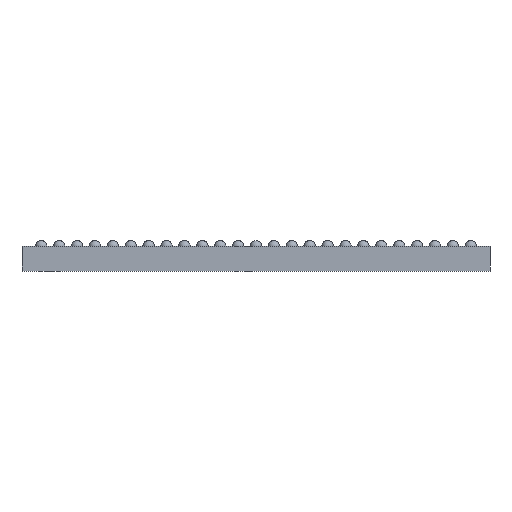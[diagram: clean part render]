
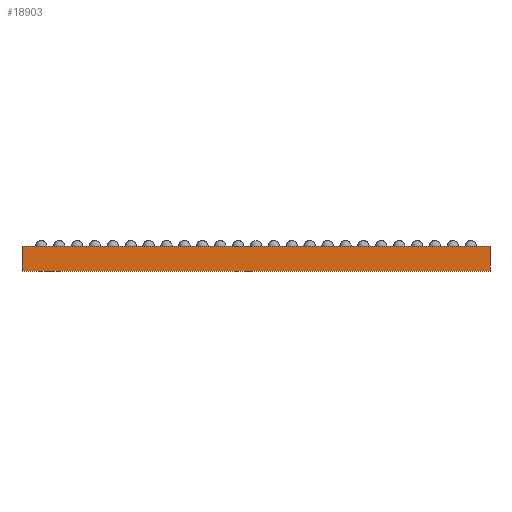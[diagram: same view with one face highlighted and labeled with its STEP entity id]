
A CAD part, front view. The second image highlights one B-rep face of the part: STEP entity #18903.
In plain terms, the highlighted planar face has unit normal (0, -1, 0).
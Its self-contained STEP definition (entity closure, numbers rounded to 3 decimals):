
#42=DIRECTION('',(1.,0.,0.));
#43=VECTOR('',#42,17.);
#44=CARTESIAN_POINT('',(0.,0.,0.));
#45=LINE('',#44,#43);
#87=DIRECTION('',(0.,0.,1.));
#88=VECTOR('',#87,0.9);
#89=CARTESIAN_POINT('',(0.,0.,0.));
#90=LINE('',#89,#88);
#108=DIRECTION('',(0.,0.,1.));
#109=VECTOR('',#108,0.9);
#110=CARTESIAN_POINT('',(17.,0.,0.));
#111=LINE('',#110,#109);
#115=DIRECTION('',(1.,0.,0.));
#116=VECTOR('',#115,17.);
#117=CARTESIAN_POINT('',(0.,0.,0.9));
#118=LINE('',#117,#116);
#15885=CARTESIAN_POINT('',(0.,0.,0.));
#15886=CARTESIAN_POINT('',(17.,0.,0.));
#15887=VERTEX_POINT('',#15885);
#15888=VERTEX_POINT('',#15886);
#15893=CARTESIAN_POINT('',(0.,0.,0.9));
#15894=CARTESIAN_POINT('',(17.,0.,0.9));
#15895=VERTEX_POINT('',#15893);
#15896=VERTEX_POINT('',#15894);
#18889=CARTESIAN_POINT('',(0.,0.,0.));
#18890=DIRECTION('',(0.,-1.,0.));
#18891=DIRECTION('',(1.,0.,0.));
#18892=AXIS2_PLACEMENT_3D('',#18889,#18890,#18891);
#18893=PLANE('',#18892);
#18894=ORIENTED_EDGE('',*,*,#18860,.F.);
#18896=ORIENTED_EDGE('',*,*,#18895,.T.);
#18898=ORIENTED_EDGE('',*,*,#18897,.T.);
#18900=ORIENTED_EDGE('',*,*,#18899,.F.);
#18901=EDGE_LOOP('',(#18894,#18896,#18898,#18900));
#18902=FACE_OUTER_BOUND('',#18901,.F.);
#18903=ADVANCED_FACE('',(#18902),#18893,.T.);
#18860=EDGE_CURVE('',#15887,#15888,#45,.T.);
#18895=EDGE_CURVE('',#15887,#15895,#90,.T.);
#18897=EDGE_CURVE('',#15895,#15896,#118,.T.);
#18899=EDGE_CURVE('',#15888,#15896,#111,.T.);
